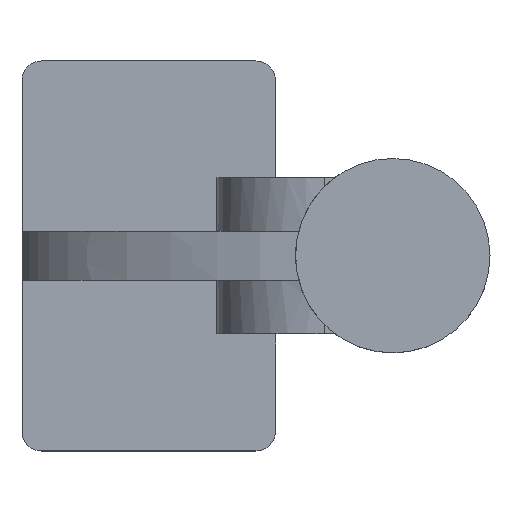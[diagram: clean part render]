
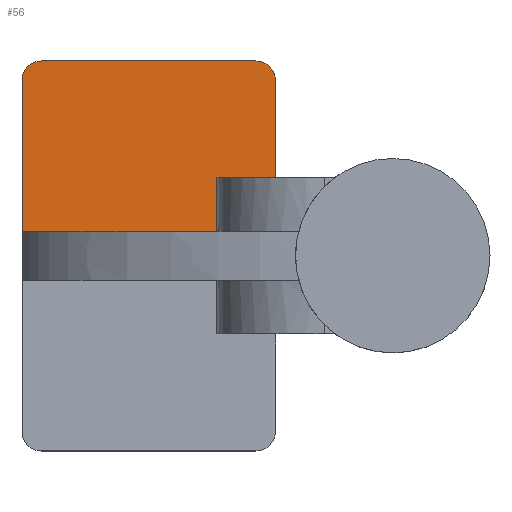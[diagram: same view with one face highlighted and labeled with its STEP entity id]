
A CAD part, top view. The second image highlights one B-rep face of the part: STEP entity #56.
In plain terms, the highlighted planar face has unit normal (0, 0, 1).
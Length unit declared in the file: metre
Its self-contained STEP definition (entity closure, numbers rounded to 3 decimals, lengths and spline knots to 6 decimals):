
#56 = ADVANCED_FACE( '', ( #131 ), #132, .T. );
#131 = FACE_OUTER_BOUND( '', #224, .T. );
#132 = PLANE( '', #225 );
#224 = EDGE_LOOP( '', ( #328, #329, #330, #331, #332, #333, #334, #335 ) );
#225 = AXIS2_PLACEMENT_3D( '', #336, #337, #338 );
#328 = ORIENTED_EDGE( '', *, *, #573, .T. );
#329 = ORIENTED_EDGE( '', *, *, #580, .T. );
#330 = ORIENTED_EDGE( '', *, *, #581, .F. );
#331 = ORIENTED_EDGE( '', *, *, #582, .T. );
#332 = ORIENTED_EDGE( '', *, *, #564, .F. );
#333 = ORIENTED_EDGE( '', *, *, #583, .T. );
#334 = ORIENTED_EDGE( '', *, *, #584, .T. );
#335 = ORIENTED_EDGE( '', *, *, #585, .T. );
#336 = CARTESIAN_POINT( '', ( 0., -0.0635, 0.009525 ) );
#337 = DIRECTION( '', ( 0., 0., 1. ) );
#338 = DIRECTION( '', ( 1., 0., 0. ) );
#564 = EDGE_CURVE( '', #664, #665, #666, .T. );
#573 = EDGE_CURVE( '', #682, #680, #683, .T. );
#580 = EDGE_CURVE( '', #680, #694, #695, .T. );
#581 = EDGE_CURVE( '', #696, #694, #697, .T. );
#582 = EDGE_CURVE( '', #696, #665, #698, .T. );
#583 = EDGE_CURVE( '', #664, #699, #700, .T. );
#584 = EDGE_CURVE( '', #699, #701, #702, .T. );
#585 = EDGE_CURVE( '', #701, #682, #703, .T. );
#664 = VERTEX_POINT( '', #812 );
#665 = VERTEX_POINT( '', #813 );
#666 = LINE( '', #814, #815 );
#680 = VERTEX_POINT( '', #835 );
#682 = VERTEX_POINT( '', #838 );
#683 = LINE( '', #839, #840 );
#694 = VERTEX_POINT( '', #856 );
#695 = CIRCLE( '', #857, 0.00635 );
#696 = VERTEX_POINT( '', #858 );
#697 = LINE( '', #859, #860 );
#698 = CIRCLE( '', #861, 0.00635 );
#699 = VERTEX_POINT( '', #862 );
#700 = LINE( '', #863, #864 );
#701 = VERTEX_POINT( '', #865 );
#702 = LINE( '', #866, #867 );
#703 = LINE( '', #868, #869 );
#812 = CARTESIAN_POINT( '', ( -0.041275, 0.007938, 0.009525 ) );
#813 = CARTESIAN_POINT( '', ( -0.041275, 0.05715, 0.009525 ) );
#814 = CARTESIAN_POINT( '', ( -0.041275, -0.0635, 0.009525 ) );
#815 = VECTOR( '', #1075, 1. );
#835 = CARTESIAN_POINT( '', ( 0.041275, 0.05715, 0.009525 ) );
#838 = CARTESIAN_POINT( '', ( 0.041275, 0.0254, 0.009525 ) );
#839 = CARTESIAN_POINT( '', ( 0.041275, -0.0635, 0.009525 ) );
#840 = VECTOR( '', #1083, 1. );
#856 = CARTESIAN_POINT( '', ( 0.034925, 0.0635, 0.009525 ) );
#857 = AXIS2_PLACEMENT_3D( '', #1089, #1090, #1091 );
#858 = CARTESIAN_POINT( '', ( -0.034925, 0.0635, 0.009525 ) );
#859 = CARTESIAN_POINT( '', ( 0., 0.0635, 0.009525 ) );
#860 = VECTOR( '', #1092, 1. );
#861 = AXIS2_PLACEMENT_3D( '', #1093, #1094, #1095 );
#862 = CARTESIAN_POINT( '', ( 0.022225, 0.007938, 0.009525 ) );
#863 = CARTESIAN_POINT( '', ( 0., 0.007938, 0.009525 ) );
#864 = VECTOR( '', #1096, 1. );
#865 = CARTESIAN_POINT( '', ( 0.022225, 0.0254, 0.009525 ) );
#866 = CARTESIAN_POINT( '', ( 0.022225, -0.0254, 0.009525 ) );
#867 = VECTOR( '', #1097, 1. );
#868 = CARTESIAN_POINT( '', ( 0., 0.0254, 0.009525 ) );
#869 = VECTOR( '', #1098, 1. );
#1075 = DIRECTION( '', ( 0., 1., 0. ) );
#1083 = DIRECTION( '', ( 0., 1., 0. ) );
#1089 = CARTESIAN_POINT( '', ( 0.034925, 0.05715, 0.009525 ) );
#1090 = DIRECTION( '', ( 0., 0., 1. ) );
#1091 = DIRECTION( '', ( 1., 0., 0. ) );
#1092 = DIRECTION( '', ( 1., 0., 0. ) );
#1093 = CARTESIAN_POINT( '', ( -0.034925, 0.05715, 0.009525 ) );
#1094 = DIRECTION( '', ( 0., 0., 1. ) );
#1095 = DIRECTION( '', ( 1., 0., 0. ) );
#1096 = DIRECTION( '', ( 1., 0., 0. ) );
#1097 = DIRECTION( '', ( 0., 1., 0. ) );
#1098 = DIRECTION( '', ( 1., 0., 0. ) );
